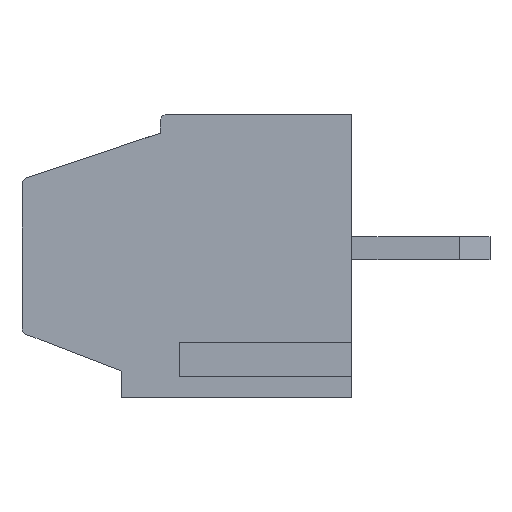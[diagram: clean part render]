
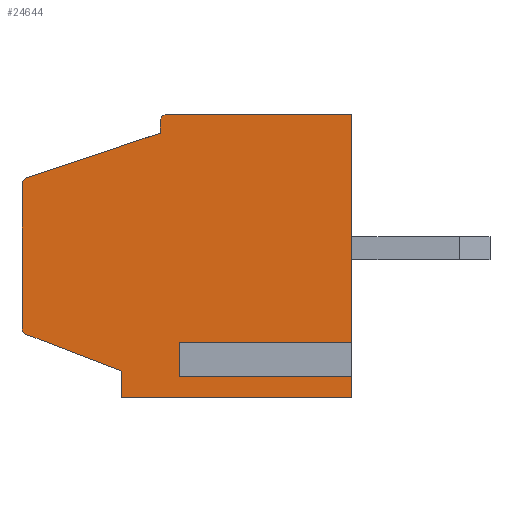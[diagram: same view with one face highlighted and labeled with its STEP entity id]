
A CAD part, left-side view. The second image highlights one B-rep face of the part: STEP entity #24644.
In plain terms, the highlighted planar face has unit normal (-1, 0, 0).
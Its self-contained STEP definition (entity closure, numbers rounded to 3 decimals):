
#38 = DIRECTION ( 'NONE',  ( 0., 0., 1. ) ) ;
#153 = VERTEX_POINT ( 'NONE', #11188 ) ;
#187 = CARTESIAN_POINT ( 'NONE',  ( 0., 8.6, 7.4 ) ) ;
#250 = DIRECTION ( 'NONE',  ( 0., -1., 0. ) ) ;
#445 = LINE ( 'NONE', #25124, #6583 ) ;
#492 = EDGE_CURVE ( 'NONE', #18500, #4041, #6074, .T. ) ;
#881 = CARTESIAN_POINT ( 'NONE',  ( 0., 0., 0. ) ) ;
#1062 = VERTEX_POINT ( 'NONE', #20468 ) ;
#1111 = VECTOR ( 'NONE', #4639, 1000. ) ;
#1282 = EDGE_CURVE ( 'NONE', #153, #8116, #20992, .T. ) ;
#1334 = VERTEX_POINT ( 'NONE', #16951 ) ;
#1532 = EDGE_CURVE ( 'NONE', #4731, #5254, #23632, .T. ) ;
#1574 = CARTESIAN_POINT ( 'NONE',  ( 0., 4.5, 0.732 ) ) ;
#1820 = CARTESIAN_POINT ( 'NONE',  ( 0., 8.6, 5.7 ) ) ;
#1957 = CARTESIAN_POINT ( 'NONE',  ( 0., 8.472, 1.651 ) ) ;
#2101 = CARTESIAN_POINT ( 'NONE',  ( 0., 5.53, 1.268 ) ) ;
#2278 = CARTESIAN_POINT ( 'NONE',  ( 0., 8.6, 7.4 ) ) ;
#2447 = EDGE_LOOP ( 'NONE', ( #20421, #21754, #4318, #8517, #15659, #18337, #8970, #7405, #4209, #17076, #25552, #23451, #20634, #4757, #12014 ) ) ;
#2450 = CARTESIAN_POINT ( 'NONE',  ( 0., 5., 6.9 ) ) ;
#2502 = CIRCLE ( 'NONE', #23243, 0.2 ) ;
#4041 = VERTEX_POINT ( 'NONE', #881 ) ;
#4209 = ORIENTED_EDGE ( 'NONE', *, *, #19733, .F. ) ;
#4318 = ORIENTED_EDGE ( 'NONE', *, *, #1282, .F. ) ;
#4639 = DIRECTION ( 'NONE',  ( 0., 0., 1. ) ) ;
#4731 = VERTEX_POINT ( 'NONE', #6646 ) ;
#4757 = ORIENTED_EDGE ( 'NONE', *, *, #10778, .T. ) ;
#5179 = VECTOR ( 'NONE', #14310, 1000. ) ;
#5254 = VERTEX_POINT ( 'NONE', #9153 ) ;
#5740 = CIRCLE ( 'NONE', #12246, 0.2 ) ;
#5938 = CARTESIAN_POINT ( 'NONE',  ( 0., 8.6, 0. ) ) ;
#6074 = LINE ( 'NONE', #5938, #23093 ) ;
#6232 = EDGE_CURVE ( 'NONE', #14591, #8116, #5740, .T. ) ;
#6510 = DIRECTION ( 'NONE',  ( 0., 0., -1. ) ) ;
#6583 = VECTOR ( 'NONE', #6742, 1000. ) ;
#6646 = CARTESIAN_POINT ( 'NONE',  ( 0., 8.463, 5.746 ) ) ;
#6742 = DIRECTION ( 'NONE',  ( 0., 0., -1. ) ) ;
#6869 = CARTESIAN_POINT ( 'NONE',  ( 0., 8.4, 5.556 ) ) ;
#6985 = DIRECTION ( 'NONE',  ( 0., 0., -1. ) ) ;
#7166 = LINE ( 'NONE', #21752, #23694 ) ;
#7405 = ORIENTED_EDGE ( 'NONE', *, *, #14234, .F. ) ;
#7482 = VERTEX_POINT ( 'NONE', #15159 ) ;
#7584 = VERTEX_POINT ( 'NONE', #1957 ) ;
#7637 = EDGE_CURVE ( 'NONE', #4041, #1062, #19033, .T. ) ;
#8116 = VERTEX_POINT ( 'NONE', #18414 ) ;
#8214 = VERTEX_POINT ( 'NONE', #19501 ) ;
#8517 = ORIENTED_EDGE ( 'NONE', *, *, #24149, .F. ) ;
#8687 = EDGE_CURVE ( 'NONE', #1334, #11486, #16208, .T. ) ;
#8970 = ORIENTED_EDGE ( 'NONE', *, *, #20023, .T. ) ;
#9153 = CARTESIAN_POINT ( 'NONE',  ( 0., 8.6, 5.556 ) ) ;
#9159 = CARTESIAN_POINT ( 'NONE',  ( 0., 4.8, 7.2 ) ) ;
#9577 = VERTEX_POINT ( 'NONE', #1574 ) ;
#10040 = CARTESIAN_POINT ( 'NONE',  ( 0., 6., 0.7 ) ) ;
#10167 = VECTOR ( 'NONE', #250, 1000. ) ;
#10467 = AXIS2_PLACEMENT_3D ( 'NONE', #2278, #12606, #6510 ) ;
#10691 = LINE ( 'NONE', #187, #22211 ) ;
#10700 = CARTESIAN_POINT ( 'NONE',  ( 0., 8.4, 1.837 ) ) ;
#10778 = EDGE_CURVE ( 'NONE', #16941, #1334, #25269, .T. ) ;
#11188 = CARTESIAN_POINT ( 'NONE',  ( 0., 5., 6.9 ) ) ;
#11204 = DIRECTION ( 'NONE',  ( 0., 0., -1. ) ) ;
#11233 = CARTESIAN_POINT ( 'NONE',  ( 0., 4.8, 7.4 ) ) ;
#11486 = VERTEX_POINT ( 'NONE', #12597 ) ;
#11868 = CARTESIAN_POINT ( 'NONE',  ( 0., 0., 7.4 ) ) ;
#11959 = AXIS2_PLACEMENT_3D ( 'NONE', #6869, #12697, #11204 ) ;
#12014 = ORIENTED_EDGE ( 'NONE', *, *, #8687, .T. ) ;
#12034 = CARTESIAN_POINT ( 'NONE',  ( 0., 8.6, 1.7 ) ) ;
#12246 = AXIS2_PLACEMENT_3D ( 'NONE', #9159, #21433, #6985 ) ;
#12597 = CARTESIAN_POINT ( 'NONE',  ( 0., 0., 7.4 ) ) ;
#12606 = DIRECTION ( 'NONE',  ( 1., 0., 0. ) ) ;
#12697 = DIRECTION ( 'NONE',  ( -1., 0., 0. ) ) ;
#13549 = EDGE_CURVE ( 'NONE', #7482, #5254, #10691, .T. ) ;
#14102 = DIRECTION ( 'NONE',  ( 0., 0., 1. ) ) ;
#14234 = EDGE_CURVE ( 'NONE', #8214, #7584, #24763, .T. ) ;
#14237 = LINE ( 'NONE', #10040, #24978 ) ;
#14259 = CARTESIAN_POINT ( 'NONE',  ( 0., 8.6, 7.4 ) ) ;
#14310 = DIRECTION ( 'NONE',  ( 0., 0., 1. ) ) ;
#14381 = VECTOR ( 'NONE', #24869, 1000. ) ;
#14423 = CARTESIAN_POINT ( 'NONE',  ( 0., 4.5, 1.268 ) ) ;
#14591 = VERTEX_POINT ( 'NONE', #11233 ) ;
#14716 = CARTESIAN_POINT ( 'NONE',  ( 0., 0., 7.4 ) ) ;
#14879 = DIRECTION ( 'NONE',  ( 0., 0., -1. ) ) ;
#14894 = FACE_OUTER_BOUND ( 'NONE', #2447, .T. ) ;
#15159 = CARTESIAN_POINT ( 'NONE',  ( 0., 8.6, 1.837 ) ) ;
#15659 = ORIENTED_EDGE ( 'NONE', *, *, #1532, .T. ) ;
#16208 = LINE ( 'NONE', #11868, #5179 ) ;
#16242 = DIRECTION ( 'NONE',  ( 0., 0.933, 0.359 ) ) ;
#16941 = VERTEX_POINT ( 'NONE', #14423 ) ;
#16951 = CARTESIAN_POINT ( 'NONE',  ( 0., 0., 1.268 ) ) ;
#17076 = ORIENTED_EDGE ( 'NONE', *, *, #492, .T. ) ;
#17687 = EDGE_CURVE ( 'NONE', #14591, #11486, #18705, .T. ) ;
#18337 = ORIENTED_EDGE ( 'NONE', *, *, #13549, .F. ) ;
#18414 = CARTESIAN_POINT ( 'NONE',  ( 0., 5., 7.2 ) ) ;
#18500 = VERTEX_POINT ( 'NONE', #19757 ) ;
#18627 = DIRECTION ( 'NONE',  ( 0., -0.949, 0.316 ) ) ;
#18705 = LINE ( 'NONE', #14259, #10167 ) ;
#19033 = LINE ( 'NONE', #14716, #24873 ) ;
#19501 = CARTESIAN_POINT ( 'NONE',  ( 0., 6., 0.7 ) ) ;
#19733 = EDGE_CURVE ( 'NONE', #18500, #8214, #14237, .T. ) ;
#19757 = CARTESIAN_POINT ( 'NONE',  ( 0., 6., 0. ) ) ;
#19989 = VECTOR ( 'NONE', #16242, 1000. ) ;
#20023 = EDGE_CURVE ( 'NONE', #7482, #7584, #2502, .T. ) ;
#20071 = EDGE_CURVE ( 'NONE', #9577, #1062, #7166, .T. ) ;
#20421 = ORIENTED_EDGE ( 'NONE', *, *, #17687, .F. ) ;
#20468 = CARTESIAN_POINT ( 'NONE',  ( 0., 0., 0.732 ) ) ;
#20634 = ORIENTED_EDGE ( 'NONE', *, *, #24212, .F. ) ;
#20651 = LINE ( 'NONE', #1820, #22453 ) ;
#20992 = LINE ( 'NONE', #2450, #1111 ) ;
#21433 = DIRECTION ( 'NONE',  ( -1., 0., 0. ) ) ;
#21752 = CARTESIAN_POINT ( 'NONE',  ( 0., 5.53, 0.732 ) ) ;
#21754 = ORIENTED_EDGE ( 'NONE', *, *, #6232, .T. ) ;
#22211 = VECTOR ( 'NONE', #38, 1000. ) ;
#22453 = VECTOR ( 'NONE', #18627, 1000. ) ;
#23090 = DIRECTION ( 'NONE',  ( 0., 0., 1. ) ) ;
#23093 = VECTOR ( 'NONE', #26600, 1000. ) ;
#23132 = PLANE ( 'NONE',  #10467 ) ;
#23243 = AXIS2_PLACEMENT_3D ( 'NONE', #10700, #25148, #14879 ) ;
#23451 = ORIENTED_EDGE ( 'NONE', *, *, #20071, .F. ) ;
#23632 = CIRCLE ( 'NONE', #11959, 0.2 ) ;
#23694 = VECTOR ( 'NONE', #23784, 1000. ) ;
#23784 = DIRECTION ( 'NONE',  ( 0., -1., 0. ) ) ;
#24149 = EDGE_CURVE ( 'NONE', #4731, #153, #20651, .T. ) ;
#24212 = EDGE_CURVE ( 'NONE', #16941, #9577, #445, .T. ) ;
#24644 = ADVANCED_FACE ( 'NONE', ( #14894 ), #23132, .F. ) ;
#24763 = LINE ( 'NONE', #12034, #19989 ) ;
#24869 = DIRECTION ( 'NONE',  ( 0., -1., 0. ) ) ;
#24873 = VECTOR ( 'NONE', #23090, 1000. ) ;
#24978 = VECTOR ( 'NONE', #14102, 1000. ) ;
#25124 = CARTESIAN_POINT ( 'NONE',  ( 0., 4.5, 0.732 ) ) ;
#25148 = DIRECTION ( 'NONE',  ( -1., 0., 0. ) ) ;
#25269 = LINE ( 'NONE', #2101, #14381 ) ;
#25552 = ORIENTED_EDGE ( 'NONE', *, *, #7637, .T. ) ;
#26600 = DIRECTION ( 'NONE',  ( 0., -1., 0. ) ) ;
